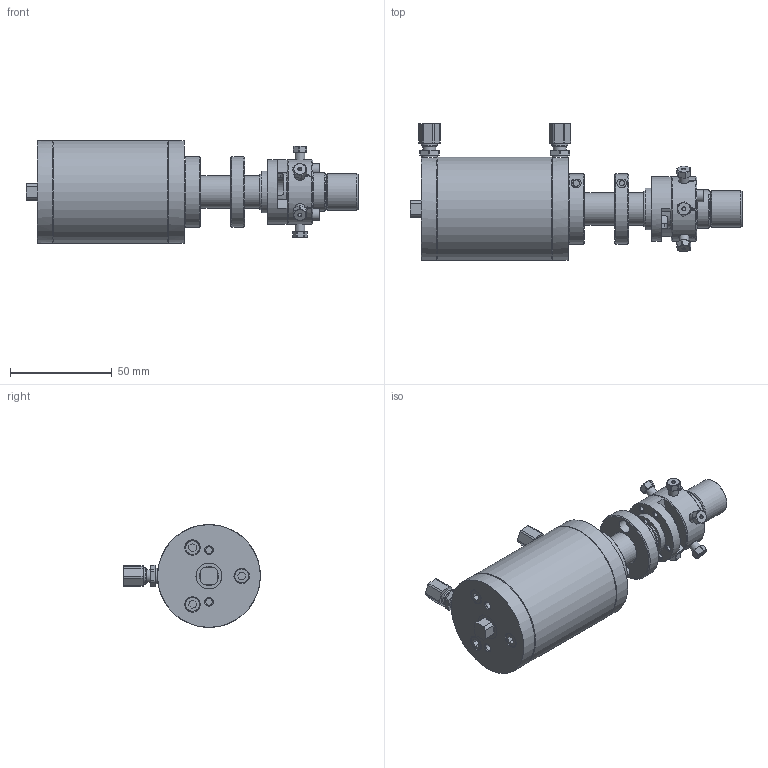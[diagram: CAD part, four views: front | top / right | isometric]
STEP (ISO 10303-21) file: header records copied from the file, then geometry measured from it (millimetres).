
FILE_DESCRIPTION((''),'2;1');
FILE_NAME('312340-A2C6W 6 port 2-pos valve air actuated with standoff.stp','2013-08-09T15:56:23',('Franzp'),(''),'Autodesk Inventor 2013','Autodesk Inventor 2013','');
FILE_SCHEMA(('AUTOMOTIVE_DESIGN { 1 0 10303 214 1 1 1 1 }'));
Length unit declared in the file: millimetre
Products named in the file (1): 312340_Shrinkwrap_1
Bounding box: 163.33 x 67.37 x 50.69 mm (x, y, z)
Surface area: 35785.7 mm2 (no closed solid volume)
Topology: 0 solids, 56 shells, 335 faces, 1094 edges, 781 vertices
Faces by surface type: plane 179, cylinder 106, cone 50
Full cylindrical faces by diameter (mm): 1.727 x6, 2.642 x8, 3.3 x2, 3.302 x3, 3.51 x1, 4.166 x1, 4.32 x2, 4.826 x6, 5.65 x3, 5.84 x1, 6.3 x2, 6.7 x1, 7 x3, 7.65 x2, 7.938 x2, 9.48 x1, 13.386 x1, 14.681 x1, 15.875 x1, 17.45 x1, 18 x1, 19.05 x2, 19.075 x1, 20.625 x1, 31.62 x1, 31.75 x1, 50.54 x2, 50.69 x1
Entity records: 12659 total; most frequent: CARTESIAN_POINT 3179, DIRECTION 1830, ORIENTED_EDGE 1526, EDGE_CURVE 958, VERTEX_POINT 746, AXIS2_PLACEMENT_3D 708, EDGE_LOOP 519, VECTOR 414
